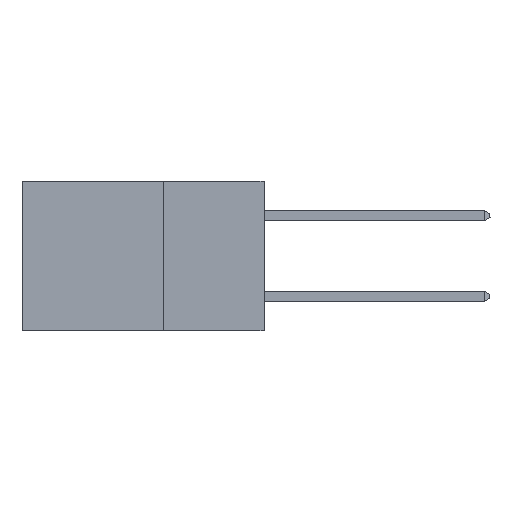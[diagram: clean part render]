
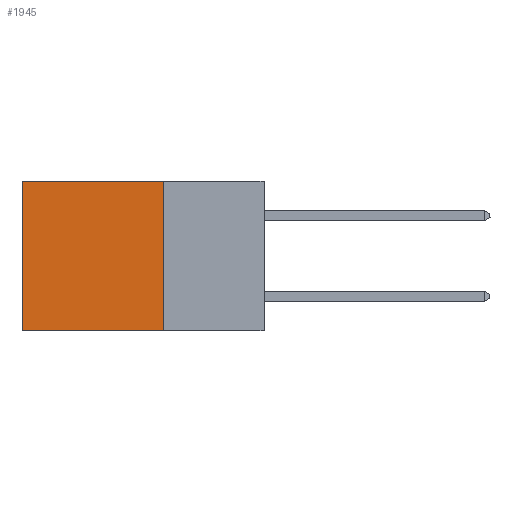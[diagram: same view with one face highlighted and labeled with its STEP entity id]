
A CAD part, left-side view. The second image highlights one B-rep face of the part: STEP entity #1945.
In plain terms, the highlighted planar face has unit normal (-1, 0, 0).
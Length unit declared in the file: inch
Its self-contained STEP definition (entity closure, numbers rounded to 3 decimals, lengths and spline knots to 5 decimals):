
#25 = CARTESIAN_POINT ( 'NONE',  ( 0.298, 0.25, 0. ) ) ;
#667 = CARTESIAN_POINT ( 'NONE',  ( 0.298, 0.25, 0. ) ) ;
#822 = EDGE_CURVE ( 'NONE', #4044, #11778, #6317, .T. ) ;
#1396 = CARTESIAN_POINT ( 'NONE',  ( 0.298, 0.6, 0. ) ) ;
#1945 = ADVANCED_FACE ( 'NONE', ( #8444 ), #8546, .F. ) ;
#1968 = EDGE_LOOP ( 'NONE', ( #11403, #4595, #13882, #12530 ) ) ;
#2046 = VERTEX_POINT ( 'NONE', #1396 ) ;
#2257 = CARTESIAN_POINT ( 'NONE',  ( 0.298, 0.6, 0. ) ) ;
#2454 = VECTOR ( 'NONE', #12335, 39.37008 ) ;
#3814 = DIRECTION ( 'NONE',  ( 0., 0., -1. ) ) ;
#3822 = VERTEX_POINT ( 'NONE', #9461 ) ;
#4044 = VERTEX_POINT ( 'NONE', #25 ) ;
#4444 = VECTOR ( 'NONE', #5502, 39.37008 ) ;
#4595 = ORIENTED_EDGE ( 'NONE', *, *, #13792, .F. ) ;
#5283 = DIRECTION ( 'NONE',  ( 1., 0., 0. ) ) ;
#5365 = CARTESIAN_POINT ( 'NONE',  ( 0.298, 0.25, -0.37 ) ) ;
#5502 = DIRECTION ( 'NONE',  ( 0., 1., 0. ) ) ;
#5640 = LINE ( 'NONE', #5365, #4444 ) ;
#6234 = VECTOR ( 'NONE', #12163, 39.37008 ) ;
#6317 = LINE ( 'NONE', #667, #8920 ) ;
#7113 = LINE ( 'NONE', #2257, #2454 ) ;
#7318 = DIRECTION ( 'NONE',  ( 0., 0., -1. ) ) ;
#7451 = CARTESIAN_POINT ( 'NONE',  ( 0.298, 0.25, 0. ) ) ;
#7510 = EDGE_CURVE ( 'NONE', #2046, #3822, #7113, .T. ) ;
#7741 = EDGE_CURVE ( 'NONE', #4044, #2046, #7792, .T. ) ;
#7792 = LINE ( 'NONE', #11959, #6234 ) ;
#8444 = FACE_OUTER_BOUND ( 'NONE', #1968, .T. ) ;
#8546 = PLANE ( 'NONE',  #13131 ) ;
#8752 = CARTESIAN_POINT ( 'NONE',  ( 0.298, 0.25, -0.37 ) ) ;
#8920 = VECTOR ( 'NONE', #3814, 39.37008 ) ;
#9461 = CARTESIAN_POINT ( 'NONE',  ( 0.298, 0.6, -0.37 ) ) ;
#11403 = ORIENTED_EDGE ( 'NONE', *, *, #7510, .T. ) ;
#11778 = VERTEX_POINT ( 'NONE', #8752 ) ;
#11959 = CARTESIAN_POINT ( 'NONE',  ( 0.298, 0.25, 0. ) ) ;
#12163 = DIRECTION ( 'NONE',  ( 0., 1., 0. ) ) ;
#12335 = DIRECTION ( 'NONE',  ( 0., 0., -1. ) ) ;
#12530 = ORIENTED_EDGE ( 'NONE', *, *, #7741, .T. ) ;
#13131 = AXIS2_PLACEMENT_3D ( 'NONE', #7451, #5283, #7318 ) ;
#13792 = EDGE_CURVE ( 'NONE', #11778, #3822, #5640, .T. ) ;
#13882 = ORIENTED_EDGE ( 'NONE', *, *, #822, .F. ) ;
